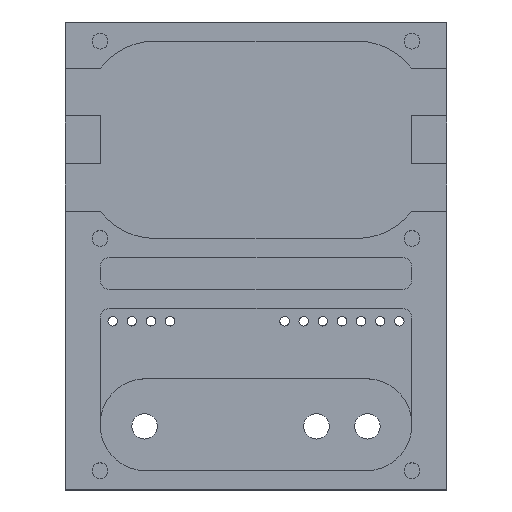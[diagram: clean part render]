
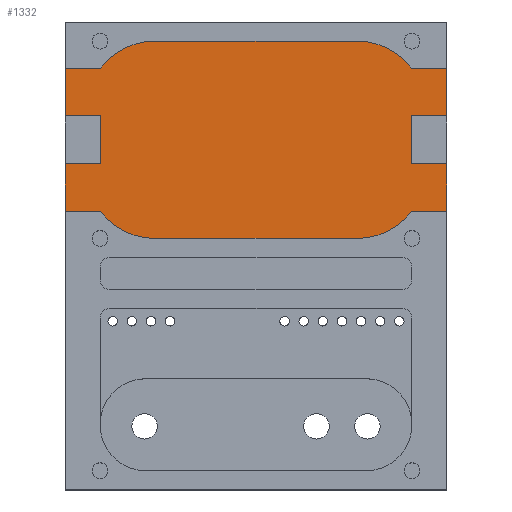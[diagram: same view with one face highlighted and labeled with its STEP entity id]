
A CAD part, top view. The second image highlights one B-rep face of the part: STEP entity #1332.
In plain terms, the highlighted planar face has unit normal (0, 0, 1).
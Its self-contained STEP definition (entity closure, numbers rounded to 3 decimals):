
#68=PLANE('',#1466);
#132=FACE_OUTER_BOUND('',#204,.T.);
#204=EDGE_LOOP('',(#1033,#1034,#1035,#1036,#1037,#1038,#1039,#1040,#1041,
#1042,#1043,#1044,#1045,#1046,#1047,#1048,#1049,#1050,#1051,#1052));
#277=LINE('',#1959,#397);
#281=LINE('',#1968,#401);
#285=LINE('',#1977,#405);
#289=LINE('',#1986,#409);
#293=LINE('',#1995,#413);
#297=LINE('',#2004,#417);
#301=LINE('',#2013,#421);
#322=LINE('',#2114,#442);
#324=LINE('',#2120,#444);
#328=LINE('',#2132,#448);
#330=LINE('',#2140,#450);
#332=LINE('',#2143,#452);
#333=LINE('',#2144,#453);
#334=LINE('',#2145,#454);
#335=LINE('',#2147,#455);
#336=LINE('',#2148,#456);
#397=VECTOR('',#1573,10.);
#401=VECTOR('',#1579,10.);
#405=VECTOR('',#1585,10.);
#409=VECTOR('',#1591,10.);
#413=VECTOR('',#1597,10.);
#417=VECTOR('',#1603,10.);
#421=VECTOR('',#1609,10.);
#442=VECTOR('',#1722,10.);
#444=VECTOR('',#1732,10.);
#448=VECTOR('',#1744,10.);
#450=VECTOR('',#1754,10.);
#452=VECTOR('',#1758,10.);
#453=VECTOR('',#1759,10.);
#454=VECTOR('',#1760,10.);
#455=VECTOR('',#1761,10.);
#456=VECTOR('',#1762,10.);
#552=CIRCLE('',#1452,10.825);
#554=CIRCLE('',#1456,10.825);
#556=CIRCLE('',#1460,10.825);
#558=CIRCLE('',#1464,10.825);
#589=VERTEX_POINT('',#1957);
#590=VERTEX_POINT('',#1958);
#593=VERTEX_POINT('',#1966);
#594=VERTEX_POINT('',#1967);
#597=VERTEX_POINT('',#1975);
#598=VERTEX_POINT('',#1976);
#601=VERTEX_POINT('',#1984);
#602=VERTEX_POINT('',#1985);
#605=VERTEX_POINT('',#1993);
#606=VERTEX_POINT('',#1994);
#609=VERTEX_POINT('',#2002);
#610=VERTEX_POINT('',#2003);
#613=VERTEX_POINT('',#2011);
#614=VERTEX_POINT('',#2012);
#646=VERTEX_POINT('',#2106);
#648=VERTEX_POINT('',#2112);
#650=VERTEX_POINT('',#2124);
#652=VERTEX_POINT('',#2130);
#654=VERTEX_POINT('',#2139);
#655=VERTEX_POINT('',#2146);
#719=EDGE_CURVE('',#589,#590,#277,.T.);
#723=EDGE_CURVE('',#593,#594,#281,.T.);
#727=EDGE_CURVE('',#597,#598,#285,.T.);
#731=EDGE_CURVE('',#601,#602,#289,.T.);
#735=EDGE_CURVE('',#605,#606,#293,.T.);
#739=EDGE_CURVE('',#609,#610,#297,.T.);
#743=EDGE_CURVE('',#613,#614,#301,.T.);
#791=EDGE_CURVE('',#646,#609,#552,.T.);
#794=EDGE_CURVE('',#648,#646,#322,.T.);
#796=EDGE_CURVE('',#598,#648,#554,.T.);
#798=EDGE_CURVE('',#606,#593,#324,.T.);
#801=EDGE_CURVE('',#650,#601,#556,.T.);
#804=EDGE_CURVE('',#652,#650,#328,.T.);
#806=EDGE_CURVE('',#590,#652,#558,.T.);
#808=EDGE_CURVE('',#614,#654,#330,.T.);
#810=EDGE_CURVE('',#613,#610,#332,.T.);
#811=EDGE_CURVE('',#597,#594,#333,.T.);
#812=EDGE_CURVE('',#605,#602,#334,.T.);
#813=EDGE_CURVE('',#589,#655,#335,.T.);
#814=EDGE_CURVE('',#654,#655,#336,.T.);
#1033=ORIENTED_EDGE('',*,*,#808,.F.);
#1034=ORIENTED_EDGE('',*,*,#743,.F.);
#1035=ORIENTED_EDGE('',*,*,#810,.T.);
#1036=ORIENTED_EDGE('',*,*,#739,.F.);
#1037=ORIENTED_EDGE('',*,*,#791,.F.);
#1038=ORIENTED_EDGE('',*,*,#794,.F.);
#1039=ORIENTED_EDGE('',*,*,#796,.F.);
#1040=ORIENTED_EDGE('',*,*,#727,.F.);
#1041=ORIENTED_EDGE('',*,*,#811,.T.);
#1042=ORIENTED_EDGE('',*,*,#723,.F.);
#1043=ORIENTED_EDGE('',*,*,#798,.F.);
#1044=ORIENTED_EDGE('',*,*,#735,.F.);
#1045=ORIENTED_EDGE('',*,*,#812,.T.);
#1046=ORIENTED_EDGE('',*,*,#731,.F.);
#1047=ORIENTED_EDGE('',*,*,#801,.F.);
#1048=ORIENTED_EDGE('',*,*,#804,.F.);
#1049=ORIENTED_EDGE('',*,*,#806,.F.);
#1050=ORIENTED_EDGE('',*,*,#719,.F.);
#1051=ORIENTED_EDGE('',*,*,#813,.T.);
#1052=ORIENTED_EDGE('',*,*,#814,.F.);
#1332=ADVANCED_FACE('',(#132),#68,.T.);
#1452=AXIS2_PLACEMENT_3D('',#2108,#1716,#1717);
#1456=AXIS2_PLACEMENT_3D('',#2117,#1727,#1728);
#1460=AXIS2_PLACEMENT_3D('',#2126,#1738,#1739);
#1464=AXIS2_PLACEMENT_3D('',#2135,#1749,#1750);
#1466=AXIS2_PLACEMENT_3D('',#2142,#1756,#1757);
#1573=DIRECTION('',(-1.,0.,0.));
#1579=DIRECTION('',(-1.,0.,0.));
#1585=DIRECTION('',(1.,0.,0.));
#1591=DIRECTION('',(-1.,0.,0.));
#1597=DIRECTION('',(1.,0.,0.));
#1603=DIRECTION('',(1.,0.,0.));
#1609=DIRECTION('',(-1.,0.,0.));
#1716=DIRECTION('center_axis',(0.,0.,-1.));
#1717=DIRECTION('ref_axis',(1.,0.,0.));
#1722=DIRECTION('',(1.,0.,0.));
#1727=DIRECTION('center_axis',(0.,0.,-1.));
#1728=DIRECTION('ref_axis',(1.,0.,0.));
#1732=DIRECTION('',(0.,1.,0.));
#1738=DIRECTION('center_axis',(0.,0.,-1.));
#1739=DIRECTION('ref_axis',(1.,0.,0.));
#1744=DIRECTION('',(-1.,0.,0.));
#1749=DIRECTION('center_axis',(0.,0.,-1.));
#1750=DIRECTION('ref_axis',(1.,0.,0.));
#1754=DIRECTION('',(0.,-1.,0.));
#1756=DIRECTION('center_axis',(0.,0.,1.));
#1757=DIRECTION('ref_axis',(1.,0.,0.));
#1758=DIRECTION('',(0.,1.,0.));
#1759=DIRECTION('',(0.,-1.,0.));
#1760=DIRECTION('',(0.,-1.,0.));
#1761=DIRECTION('',(0.,1.,0.));
#1762=DIRECTION('',(1.,0.,0.));
#1957=CARTESIAN_POINT('',(57.5,43.75,-1.74));
#1958=CARTESIAN_POINT('',(52.,43.75,-1.74));
#1959=CARTESIAN_POINT('',(56.125,43.75,-1.74));
#1966=CARTESIAN_POINT('',(3.,58.75,-1.74));
#1967=CARTESIAN_POINT('',(-2.5,58.75,-1.74));
#1968=CARTESIAN_POINT('',(0.875,58.75,-1.74));
#1975=CARTESIAN_POINT('',(-2.5,66.25,-1.74));
#1976=CARTESIAN_POINT('',(3.,66.25,-1.74));
#1977=CARTESIAN_POINT('',(-1.125,66.25,-1.74));
#1984=CARTESIAN_POINT('',(3.,43.75,-1.74));
#1985=CARTESIAN_POINT('',(-2.5,43.75,-1.74));
#1986=CARTESIAN_POINT('',(0.875,43.75,-1.74));
#1993=CARTESIAN_POINT('',(-2.5,51.25,-1.74));
#1994=CARTESIAN_POINT('',(3.,51.25,-1.74));
#1995=CARTESIAN_POINT('',(-1.125,51.25,-1.74));
#2002=CARTESIAN_POINT('',(52.,66.25,-1.74));
#2003=CARTESIAN_POINT('',(57.5,66.25,-1.74));
#2004=CARTESIAN_POINT('',(54.125,66.25,-1.74));
#2011=CARTESIAN_POINT('',(57.5,58.75,-1.74));
#2012=CARTESIAN_POINT('',(52.,58.75,-1.74));
#2013=CARTESIAN_POINT('',(56.125,58.75,-1.74));
#2106=CARTESIAN_POINT('',(43.401,70.5,-1.74));
#2108=CARTESIAN_POINT('Origin',(43.401,59.675,-1.74));
#2112=CARTESIAN_POINT('',(11.599,70.5,-1.74));
#2114=CARTESIAN_POINT('',(-2.5,70.5,-1.74));
#2117=CARTESIAN_POINT('Origin',(11.599,59.675,-1.74));
#2120=CARTESIAN_POINT('',(3.,73.5,-1.74));
#2124=CARTESIAN_POINT('',(11.599,39.5,-1.74));
#2126=CARTESIAN_POINT('Origin',(11.599,50.325,-1.74));
#2130=CARTESIAN_POINT('',(43.401,39.5,-1.74));
#2132=CARTESIAN_POINT('',(3.,39.5,-1.74));
#2135=CARTESIAN_POINT('Origin',(43.401,50.325,-1.74));
#2139=CARTESIAN_POINT('',(52.,51.25,-1.74));
#2140=CARTESIAN_POINT('',(52.,0.,-1.74));
#2142=CARTESIAN_POINT('Origin',(27.5,55.,-1.74));
#2143=CARTESIAN_POINT('',(57.5,68.,-1.74));
#2144=CARTESIAN_POINT('',(-2.5,31.25,-1.74));
#2145=CARTESIAN_POINT('',(-2.5,23.75,-1.74));
#2146=CARTESIAN_POINT('',(57.5,51.25,-1.74));
#2147=CARTESIAN_POINT('',(57.5,60.5,-1.74));
#2148=CARTESIAN_POINT('',(54.125,51.25,-1.74));
